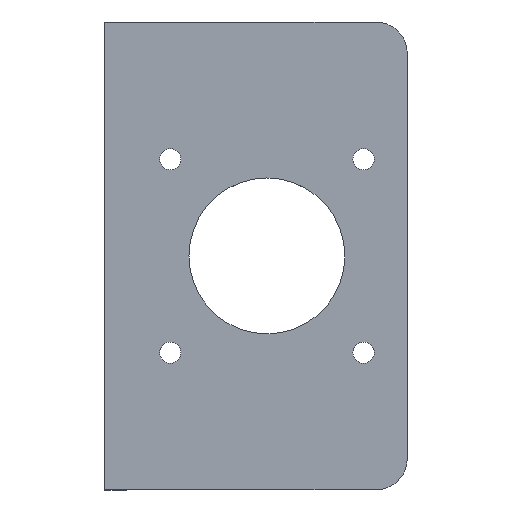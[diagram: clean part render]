
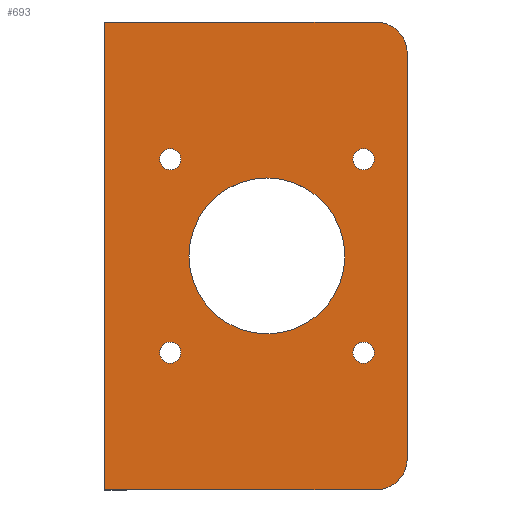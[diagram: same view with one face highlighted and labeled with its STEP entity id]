
A CAD part, top view. The second image highlights one B-rep face of the part: STEP entity #693.
In plain terms, the highlighted planar face has unit normal (0, 0, 1).
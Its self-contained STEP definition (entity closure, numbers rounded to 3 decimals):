
#9 = EDGE_CURVE ( 'NONE', #460, #799, #689, .T. ) ;
#10 = EDGE_CURVE ( 'NONE', #737, #25, #64, .T. ) ;
#14 = CARTESIAN_POINT ( 'NONE',  ( 10.5, 15.5, 0. ) ) ;
#25 = VERTEX_POINT ( 'NONE', #120 ) ;
#33 = EDGE_LOOP ( 'NONE', ( #375, #221, #906, #99, #179, #251 ) ) ;
#38 = VERTEX_POINT ( 'NONE', #617 ) ;
#51 = CARTESIAN_POINT ( 'NONE',  ( 26., 0., 0. ) ) ;
#54 = VERTEX_POINT ( 'NONE', #229 ) ;
#64 = LINE ( 'NONE', #320, #67 ) ;
#67 = VECTOR ( 'NONE', #839, 1000. ) ;
#74 = DIRECTION ( 'NONE',  ( 0., 0., -1. ) ) ;
#86 = DIRECTION ( 'NONE',  ( -1., 0., 0. ) ) ;
#91 = CIRCLE ( 'NONE', #469, 1.7 ) ;
#92 = AXIS2_PLACEMENT_3D ( 'NONE', #181, #871, #230 ) ;
#97 = ORIENTED_EDGE ( 'NONE', *, *, #9, .T. ) ;
#99 = ORIENTED_EDGE ( 'NONE', *, *, #728, .T. ) ;
#117 = VERTEX_POINT ( 'NONE', #917 ) ;
#119 = DIRECTION ( 'NONE',  ( 0., 0., -1. ) ) ;
#120 = CARTESIAN_POINT ( 'NONE',  ( 43.5, 37.5, 0. ) ) ;
#131 = AXIS2_PLACEMENT_3D ( 'NONE', #187, #119, #751 ) ;
#136 = EDGE_CURVE ( 'NONE', #834, #499, #596, .T. ) ;
#139 = LINE ( 'NONE', #486, #910 ) ;
#140 = CIRCLE ( 'NONE', #616, 1.7 ) ;
#142 = EDGE_CURVE ( 'NONE', #737, #531, #139, .T. ) ;
#157 = EDGE_CURVE ( 'NONE', #388, #538, #783, .T. ) ;
#171 = AXIS2_PLACEMENT_3D ( 'NONE', #794, #455, #235 ) ;
#173 = ORIENTED_EDGE ( 'NONE', *, *, #239, .T. ) ;
#179 = ORIENTED_EDGE ( 'NONE', *, *, #10, .F. ) ;
#181 = CARTESIAN_POINT ( 'NONE',  ( 43.5, 32.5, 0. ) ) ;
#183 = VERTEX_POINT ( 'NONE', #279 ) ;
#185 = LINE ( 'NONE', #880, #547 ) ;
#187 = CARTESIAN_POINT ( 'NONE',  ( 41.5, 15.5, 0. ) ) ;
#190 = CIRCLE ( 'NONE', #280, 12.5 ) ;
#191 = ORIENTED_EDGE ( 'NONE', *, *, #334, .T. ) ;
#206 = DIRECTION ( 'NONE',  ( 0., 0., -1. ) ) ;
#216 = DIRECTION ( 'NONE',  ( 0., 0., -1. ) ) ;
#218 = EDGE_CURVE ( 'NONE', #799, #460, #190, .T. ) ;
#221 = ORIENTED_EDGE ( 'NONE', *, *, #157, .T. ) ;
#227 = EDGE_CURVE ( 'NONE', #232, #54, #544, .T. ) ;
#229 = CARTESIAN_POINT ( 'NONE',  ( 8.8, 15.5, 0. ) ) ;
#230 = DIRECTION ( 'NONE',  ( -1., 0., 0. ) ) ;
#232 = VERTEX_POINT ( 'NONE', #418 ) ;
#235 = DIRECTION ( 'NONE',  ( -1., 0., 0. ) ) ;
#239 = EDGE_CURVE ( 'NONE', #38, #739, #140, .T. ) ;
#243 = FACE_OUTER_BOUND ( 'NONE', #33, .T. ) ;
#251 = ORIENTED_EDGE ( 'NONE', *, *, #142, .T. ) ;
#255 = DIRECTION ( 'NONE',  ( -1., 0., 0. ) ) ;
#261 = CARTESIAN_POINT ( 'NONE',  ( 10.5, -15.5, 0. ) ) ;
#279 = CARTESIAN_POINT ( 'NONE',  ( 12.2, -15.5, 0. ) ) ;
#280 = AXIS2_PLACEMENT_3D ( 'NONE', #346, #216, #86 ) ;
#282 = CIRCLE ( 'NONE', #92, 5. ) ;
#283 = DIRECTION ( 'NONE',  ( 0., 0., -1. ) ) ;
#295 = ORIENTED_EDGE ( 'NONE', *, *, #417, .T. ) ;
#320 = CARTESIAN_POINT ( 'NONE',  ( 48.5, 37.5, 0. ) ) ;
#326 = ORIENTED_EDGE ( 'NONE', *, *, #227, .T. ) ;
#328 = DIRECTION ( 'NONE',  ( -1., 0., 0. ) ) ;
#329 = CARTESIAN_POINT ( 'NONE',  ( 39.8, 15.5, 0. ) ) ;
#331 = DIRECTION ( 'NONE',  ( -1., 0., 0. ) ) ;
#334 = EDGE_CURVE ( 'NONE', #54, #232, #91, .T. ) ;
#346 = CARTESIAN_POINT ( 'NONE',  ( 26., 0., 0. ) ) ;
#369 = DIRECTION ( 'NONE',  ( 0., -1., 0. ) ) ;
#375 = ORIENTED_EDGE ( 'NONE', *, *, #916, .T. ) ;
#381 = CARTESIAN_POINT ( 'NONE',  ( 43.5, -37.5, 0. ) ) ;
#386 = AXIS2_PLACEMENT_3D ( 'NONE', #51, #206, #328 ) ;
#388 = VERTEX_POINT ( 'NONE', #381 ) ;
#402 = DIRECTION ( 'NONE',  ( 0., 0., -1. ) ) ;
#410 = CARTESIAN_POINT ( 'NONE',  ( 43.5, -32.5, 0. ) ) ;
#413 = DIRECTION ( 'NONE',  ( 0., -1., 0. ) ) ;
#415 = VECTOR ( 'NONE', #576, 1000. ) ;
#417 = EDGE_CURVE ( 'NONE', #183, #754, #563, .T. ) ;
#418 = CARTESIAN_POINT ( 'NONE',  ( 12.2, 15.5, 0. ) ) ;
#426 = AXIS2_PLACEMENT_3D ( 'NONE', #261, #541, #828 ) ;
#448 = DIRECTION ( 'NONE',  ( 0., 0., -1. ) ) ;
#449 = ORIENTED_EDGE ( 'NONE', *, *, #218, .T. ) ;
#455 = DIRECTION ( 'NONE',  ( 0., 0., -1. ) ) ;
#458 = DIRECTION ( 'NONE',  ( 0., 0., -1. ) ) ;
#459 = EDGE_LOOP ( 'NONE', ( #97, #449 ) ) ;
#460 = VERTEX_POINT ( 'NONE', #753 ) ;
#466 = EDGE_CURVE ( 'NONE', #754, #183, #856, .T. ) ;
#469 = AXIS2_PLACEMENT_3D ( 'NONE', #895, #448, #879 ) ;
#472 = CARTESIAN_POINT ( 'NONE',  ( 43.2, 15.5, 0. ) ) ;
#482 = AXIS2_PLACEMENT_3D ( 'NONE', #14, #283, #495 ) ;
#486 = CARTESIAN_POINT ( 'NONE',  ( 0., 37.5, 0. ) ) ;
#495 = DIRECTION ( 'NONE',  ( -1., 0., 0. ) ) ;
#499 = VERTEX_POINT ( 'NONE', #329 ) ;
#504 = PLANE ( 'NONE',  #171 ) ;
#524 = ORIENTED_EDGE ( 'NONE', *, *, #559, .T. ) ;
#531 = VERTEX_POINT ( 'NONE', #836 ) ;
#538 = VERTEX_POINT ( 'NONE', #767 ) ;
#539 = CARTESIAN_POINT ( 'NONE',  ( 39.8, -15.5, 0. ) ) ;
#541 = DIRECTION ( 'NONE',  ( 0., 0., -1. ) ) ;
#544 = CIRCLE ( 'NONE', #482, 1.7 ) ;
#546 = CARTESIAN_POINT ( 'NONE',  ( 10.5, -15.5, 0. ) ) ;
#547 = VECTOR ( 'NONE', #369, 1000. ) ;
#550 = DIRECTION ( 'NONE',  ( -1., 0., 0. ) ) ;
#554 = CARTESIAN_POINT ( 'NONE',  ( 41.5, -15.5, 0. ) ) ;
#559 = EDGE_CURVE ( 'NONE', #739, #38, #750, .T. ) ;
#563 = CIRCLE ( 'NONE', #866, 1.7 ) ;
#575 = AXIS2_PLACEMENT_3D ( 'NONE', #911, #699, #331 ) ;
#576 = DIRECTION ( 'NONE',  ( 1., 0., 0. ) ) ;
#584 = EDGE_LOOP ( 'NONE', ( #653, #611 ) ) ;
#589 = EDGE_LOOP ( 'NONE', ( #524, #173 ) ) ;
#593 = CARTESIAN_POINT ( 'NONE',  ( 38.5, 0., 0. ) ) ;
#596 = CIRCLE ( 'NONE', #575, 1.7 ) ;
#611 = ORIENTED_EDGE ( 'NONE', *, *, #136, .T. ) ;
#616 = AXIS2_PLACEMENT_3D ( 'NONE', #719, #74, #635 ) ;
#617 = CARTESIAN_POINT ( 'NONE',  ( 43.2, -15.5, 0. ) ) ;
#626 = DIRECTION ( 'NONE',  ( -1., 0., 0. ) ) ;
#635 = DIRECTION ( 'NONE',  ( -1., 0., 0. ) ) ;
#650 = FACE_BOUND ( 'NONE', #706, .T. ) ;
#653 = ORIENTED_EDGE ( 'NONE', *, *, #755, .T. ) ;
#659 = CARTESIAN_POINT ( 'NONE',  ( 48.5, -37.5, 0. ) ) ;
#670 = FACE_BOUND ( 'NONE', #899, .T. ) ;
#676 = AXIS2_PLACEMENT_3D ( 'NONE', #554, #402, #550 ) ;
#689 = CIRCLE ( 'NONE', #386, 12.5 ) ;
#692 = DIRECTION ( 'NONE',  ( 0., 0., 1. ) ) ;
#693 = ADVANCED_FACE ( 'NONE', ( #878, #744, #670, #650, #893, #243 ), #504, .F. ) ;
#699 = DIRECTION ( 'NONE',  ( 0., 0., -1. ) ) ;
#706 = EDGE_LOOP ( 'NONE', ( #824, #295 ) ) ;
#719 = CARTESIAN_POINT ( 'NONE',  ( 41.5, -15.5, 0. ) ) ;
#728 = EDGE_CURVE ( 'NONE', #117, #25, #282, .T. ) ;
#737 = VERTEX_POINT ( 'NONE', #901 ) ;
#739 = VERTEX_POINT ( 'NONE', #539 ) ;
#744 = FACE_BOUND ( 'NONE', #584, .T. ) ;
#750 = CIRCLE ( 'NONE', #676, 1.7 ) ;
#751 = DIRECTION ( 'NONE',  ( -1., 0., 0. ) ) ;
#753 = CARTESIAN_POINT ( 'NONE',  ( 13.5, 0., 0. ) ) ;
#754 = VERTEX_POINT ( 'NONE', #827 ) ;
#755 = EDGE_CURVE ( 'NONE', #499, #834, #809, .T. ) ;
#767 = CARTESIAN_POINT ( 'NONE',  ( 48.5, -32.5, 0. ) ) ;
#783 = CIRCLE ( 'NONE', #831, 5. ) ;
#794 = CARTESIAN_POINT ( 'NONE',  ( 48.5, 37.5, 0. ) ) ;
#799 = VERTEX_POINT ( 'NONE', #593 ) ;
#809 = CIRCLE ( 'NONE', #131, 1.7 ) ;
#817 = LINE ( 'NONE', #659, #415 ) ;
#824 = ORIENTED_EDGE ( 'NONE', *, *, #466, .T. ) ;
#827 = CARTESIAN_POINT ( 'NONE',  ( 8.8, -15.5, 0. ) ) ;
#828 = DIRECTION ( 'NONE',  ( -1., 0., 0. ) ) ;
#831 = AXIS2_PLACEMENT_3D ( 'NONE', #410, #692, #626 ) ;
#834 = VERTEX_POINT ( 'NONE', #472 ) ;
#836 = CARTESIAN_POINT ( 'NONE',  ( 0., -37.5, 0. ) ) ;
#839 = DIRECTION ( 'NONE',  ( 1., 0., 0. ) ) ;
#856 = CIRCLE ( 'NONE', #426, 1.7 ) ;
#866 = AXIS2_PLACEMENT_3D ( 'NONE', #546, #458, #255 ) ;
#871 = DIRECTION ( 'NONE',  ( 0., 0., 1. ) ) ;
#878 = FACE_BOUND ( 'NONE', #459, .T. ) ;
#879 = DIRECTION ( 'NONE',  ( -1., 0., 0. ) ) ;
#880 = CARTESIAN_POINT ( 'NONE',  ( 48.5, 37.5, 0. ) ) ;
#893 = FACE_BOUND ( 'NONE', #589, .T. ) ;
#895 = CARTESIAN_POINT ( 'NONE',  ( 10.5, 15.5, 0. ) ) ;
#899 = EDGE_LOOP ( 'NONE', ( #191, #326 ) ) ;
#901 = CARTESIAN_POINT ( 'NONE',  ( 0., 37.5, 0. ) ) ;
#904 = EDGE_CURVE ( 'NONE', #117, #538, #185, .T. ) ;
#906 = ORIENTED_EDGE ( 'NONE', *, *, #904, .F. ) ;
#910 = VECTOR ( 'NONE', #413, 1000. ) ;
#911 = CARTESIAN_POINT ( 'NONE',  ( 41.5, 15.5, 0. ) ) ;
#916 = EDGE_CURVE ( 'NONE', #531, #388, #817, .T. ) ;
#917 = CARTESIAN_POINT ( 'NONE',  ( 48.5, 32.5, 0. ) ) ;
